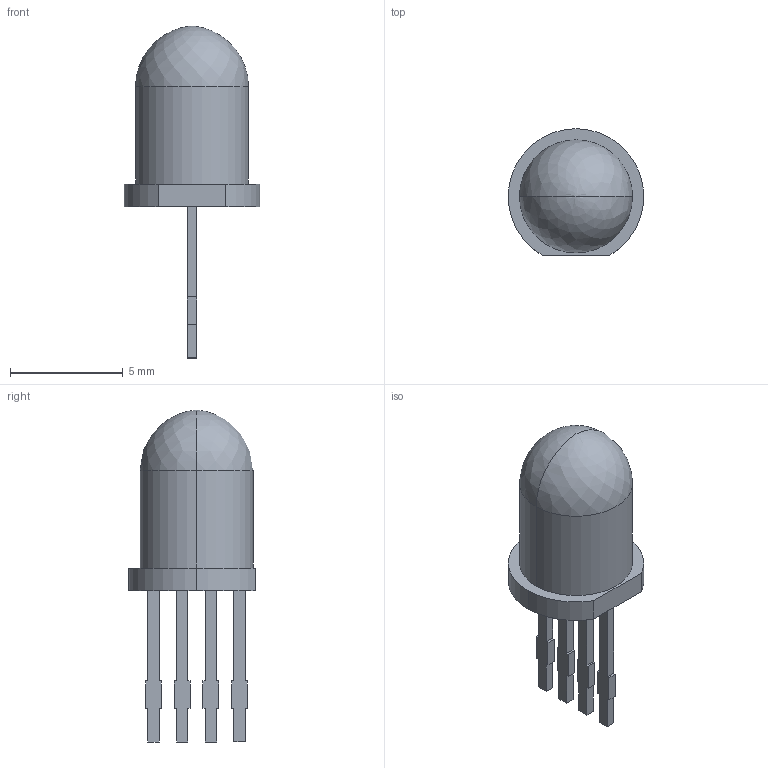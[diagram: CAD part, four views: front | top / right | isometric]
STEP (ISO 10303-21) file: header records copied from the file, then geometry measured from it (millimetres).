
FILE_DESCRIPTION(('FreeCAD Model'),'2;1');
FILE_NAME('bbs.step','2020-04-20T19:08:33',( 'Author'),(''),'Open CASCADE STEP processor 7.3','FreeCAD','Unknown' );
FILE_SCHEMA(('AUTOMOTIVE_DESIGN { 1 0 10303 214 1 1 1 1 }'));
Length unit declared in the file: millimetre
Products named in the file (996): User_Library-LED_5MM_RGB_v4; User_Library-LED_5MM_RGB_v4.29; User_Library-LED_5MM_RGB_v4.7; User_Library-LED_5MM_RGB_v4.15; User_Library-LED_5MM_RGB_v4.16; User_Library-LED_5MM_RGB_v4.18; User_Library-LED_5MM_RGB_v4.28; User_Library-LED_5MM_RGB_v4.6; User_Library-LED_5MM_RGB_v4.24; User_Library-LED_5MM_RGB_v4.1; User_Library-LED_5MM_RGB_v4.17; User_Library-LED_5MM_RGB_v4.11; User_Library-LED_5MM_RGB_v4.25; User_Library-LED_5MM_RGB_v4.5; User_Library-LED_5MM_RGB_v4.4; User_Library-LED_5MM_RGB_v4.14; User_Library-LED_5MM_RGB_v4.27; User_Library-LED_5MM_RGB_v4.13; User_Library-LED_5MM_RGB_v4.8; User_Library-LED_5MM_RGB_v4.22; User_Library-LED_5MM_RGB_v4.19; User_Library-LED_5MM_RGB_v4.12; User_Library-LED_5MM_RGB_v4.9; User_Library-LED_5MM_RGB_v4.23; User_Library-LED_5MM_RGB_v4.30; User_Library-LED_5MM_RGB_v4.0; User_Library-LED_5MM_RGB_v4.10; User_Library-LED_5MM_RGB_v4.3; User_Library-LED_5MM_RGB_v4.2; User_Library-LED_5MM_RGB_v4.26; User_Library-LED_5MM_RGB_v4.20; User_Library-LED_5MM_RGB_v4.21; User_Library-LED_5MM_RGB_v4.31; User_Library-LED_5MM_RGB_v4.32; User_Library-LED_5MM_RGB_v4.33; User_Library-LED_5MM_RGB_v4.34; User_Library-LED_5MM_RGB_v4.35; User_Library-LED_5MM_RGB_v4.36; User_Library-LED_5MM_RGB_v4.37; User_Library-LED_5MM_RGB_v4.38 ...
Bounding box: 6 x 5.6 x 14.69 mm (x, y, z)
Volume: 304 mm3; surface area: 429.1 mm2
Topology: 10 solids, 10 shells, 132 faces, 990 edges, 2852 vertices
Faces by surface type: plane 118, cylinder 10, revolution 4
Entity records: 32135 total; most frequent: CARTESIAN_POINT 4061, GEOMETRIC_CURVE_SET 1319, DIRECTION 1318, STYLED_ITEM 1107, PRESENTATION_STYLE_ASSIGNMENT 1107, SURFACE_STYLE_USAGE 1107, SURFACE_SIDE_STYLE 1107, SURFACE_STYLE_FILL_AREA 1107
